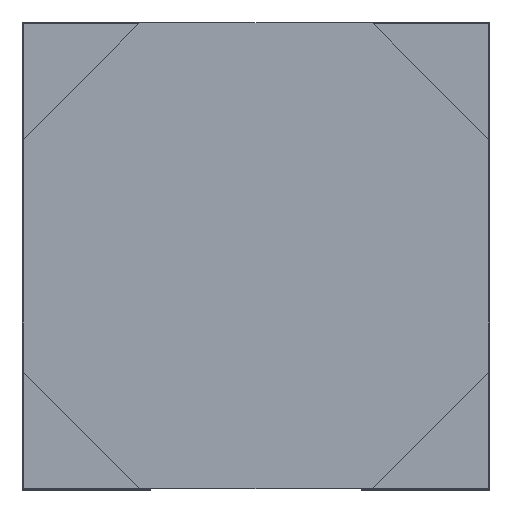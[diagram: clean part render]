
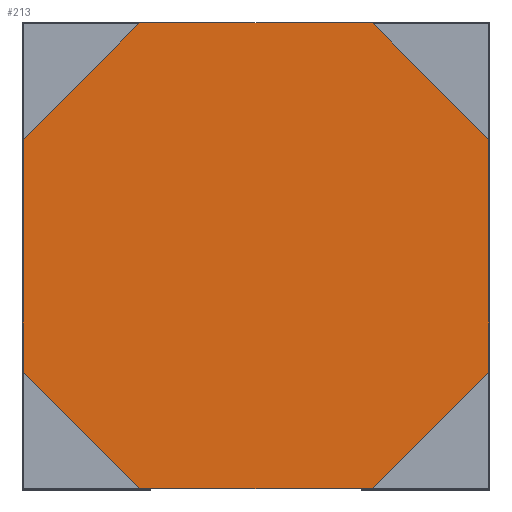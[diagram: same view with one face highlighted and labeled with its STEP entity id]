
A CAD part, top view. The second image highlights one B-rep face of the part: STEP entity #213.
In plain terms, the highlighted planar face has unit normal (0, 0, 1).
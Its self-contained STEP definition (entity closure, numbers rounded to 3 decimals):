
#213=ADVANCED_FACE('',(#412),#413,.T.);
#412=FACE_OUTER_BOUND('',#620,.T.);
#413=PLANE('',#621);
#620=EDGE_LOOP('',(#1053,#1054,#1055,#1056,#1057,#1058,#1059,#1060));
#621=AXIS2_PLACEMENT_3D('',#1061,#1062,#1063);
#1053=ORIENTED_EDGE('',*,*,#1325,.F.);
#1054=ORIENTED_EDGE('',*,*,#1332,.T.);
#1055=ORIENTED_EDGE('',*,*,#1333,.F.);
#1056=ORIENTED_EDGE('',*,*,#1334,.T.);
#1057=ORIENTED_EDGE('',*,*,#1335,.F.);
#1058=ORIENTED_EDGE('',*,*,#1336,.T.);
#1059=ORIENTED_EDGE('',*,*,#1337,.F.);
#1060=ORIENTED_EDGE('',*,*,#1328,.T.);
#1061=CARTESIAN_POINT('',(0.0,0.0,1.2));
#1062=DIRECTION('',(0.0,0.0,1.0));
#1063=DIRECTION('',(1.0,-0.0,0.0));
#1325=EDGE_CURVE('',#1584,#1586,#1587,.T.);
#1328=EDGE_CURVE('',#1590,#1586,#1591,.T.);
#1332=EDGE_CURVE('',#1584,#1596,#1597,.T.);
#1333=EDGE_CURVE('',#1598,#1596,#1599,.T.);
#1334=EDGE_CURVE('',#1598,#1600,#1601,.T.);
#1335=EDGE_CURVE('',#1602,#1600,#1603,.T.);
#1336=EDGE_CURVE('',#1602,#1604,#1605,.T.);
#1337=EDGE_CURVE('',#1590,#1604,#1606,.T.);
#1584=VERTEX_POINT('',#1929);
#1586=VERTEX_POINT('',#1932);
#1587=LINE('',#1933,#1934);
#1590=VERTEX_POINT('',#1938);
#1591=LINE('',#1939,#1940);
#1596=VERTEX_POINT('',#1947);
#1597=LINE('',#1948,#1949);
#1598=VERTEX_POINT('',#1950);
#1599=LINE('',#1951,#1952);
#1600=VERTEX_POINT('',#1953);
#1601=LINE('',#1954,#1955);
#1602=VERTEX_POINT('',#1956);
#1603=LINE('',#1957,#1958);
#1604=VERTEX_POINT('',#1959);
#1605=LINE('',#1960,#1961);
#1606=LINE('',#1962,#1963);
#1929=CARTESIAN_POINT('',(-2.0,1.0,1.2));
#1932=CARTESIAN_POINT('',(-1.0,2.0,1.2));
#1933=CARTESIAN_POINT('',(-1.5,1.5,1.2));
#1934=VECTOR('',#2209,1.0);
#1938=CARTESIAN_POINT('',(1.0,2.0,1.2));
#1939=CARTESIAN_POINT('',(0.0,2.0,1.2));
#1940=VECTOR('',#2211,1.0);
#1947=CARTESIAN_POINT('',(-2.0,-1.0,1.2));
#1948=CARTESIAN_POINT('',(-2.0,0.0,1.2));
#1949=VECTOR('',#2214,1.0);
#1950=CARTESIAN_POINT('',(-1.0,-2.0,1.2));
#1951=CARTESIAN_POINT('',(-1.5,-1.5,1.2));
#1952=VECTOR('',#2215,1.0);
#1953=CARTESIAN_POINT('',(1.0,-2.0,1.2));
#1954=CARTESIAN_POINT('',(0.0,-2.0,1.2));
#1955=VECTOR('',#2216,1.0);
#1956=CARTESIAN_POINT('',(2.0,-1.0,1.2));
#1957=CARTESIAN_POINT('',(1.5,-1.5,1.2));
#1958=VECTOR('',#2217,1.0);
#1959=CARTESIAN_POINT('',(2.0,1.0,1.2));
#1960=CARTESIAN_POINT('',(2.0,0.0,1.2));
#1961=VECTOR('',#2218,1.0);
#1962=CARTESIAN_POINT('',(1.5,1.5,1.2));
#1963=VECTOR('',#2219,1.0);
#2209=DIRECTION('',(0.707,0.707,-0.0));
#2211=DIRECTION('',(-1.0,0.0,0.0));
#2214=DIRECTION('',(0.0,-1.0,0.0));
#2215=DIRECTION('',(-0.707,0.707,0.0));
#2216=DIRECTION('',(1.0,0.0,0.0));
#2217=DIRECTION('',(-0.707,-0.707,0.0));
#2218=DIRECTION('',(0.0,1.0,0.0));
#2219=DIRECTION('',(0.707,-0.707,0.0));
